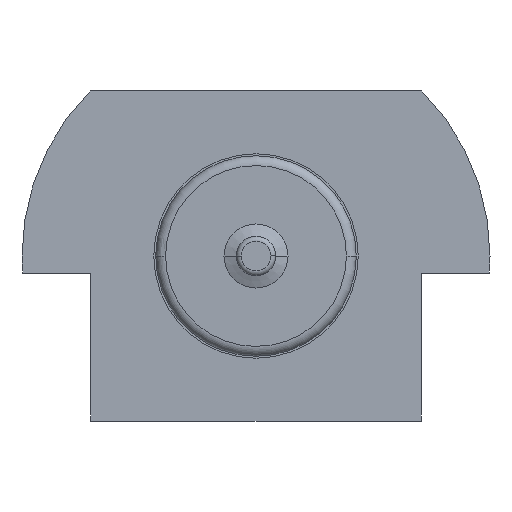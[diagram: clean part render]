
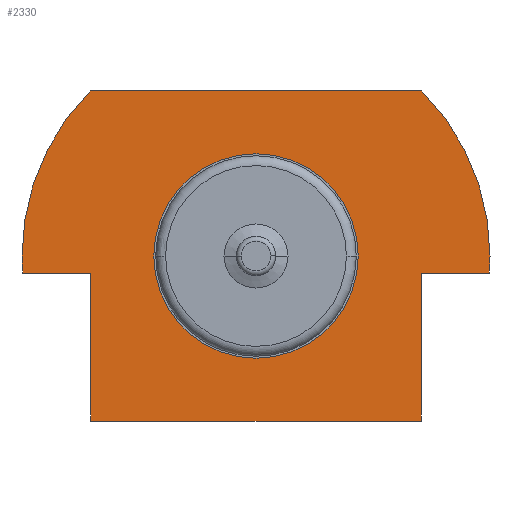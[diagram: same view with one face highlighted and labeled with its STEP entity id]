
A CAD part, front view. The second image highlights one B-rep face of the part: STEP entity #2330.
In plain terms, the highlighted planar face has unit normal (0, -1, 0).
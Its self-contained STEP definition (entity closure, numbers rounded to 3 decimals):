
#2269 = VERTEX_POINT('',#2270);
#2270 = CARTESIAN_POINT('',(3.366,-6.249,3.689));
#2276 = EDGE_CURVE('',#2277,#2269,#2279,.T.);
#2277 = VERTEX_POINT('',#2278);
#2278 = CARTESIAN_POINT('',(-3.369,-6.249,3.689));
#2279 = LINE('',#2280,#2281);
#2280 = CARTESIAN_POINT('',(-3.369,-6.249,3.689));
#2281 = VECTOR('',#2282,1.);
#2282 = DIRECTION('',(1.,0.,0.));
#2300 = VERTEX_POINT('',#2301);
#2301 = CARTESIAN_POINT('',(4.735,-6.249,-0.011));
#2310 = EDGE_CURVE('',#2269,#2311,#2313,.T.);
#2311 = VERTEX_POINT('',#2312);
#2312 = CARTESIAN_POINT('',(4.748,-6.249,0.339));
#2313 = CIRCLE('',#2314,4.75);
#2314 = AXIS2_PLACEMENT_3D('',#2315,#2316,#2317);
#2315 = CARTESIAN_POINT('',(-0.002,-6.249,0.339));
#2316 = DIRECTION('',(0.,1.,0.));
#2317 = DIRECTION('',(0.709,0.,0.705)
  );
#2319 = EDGE_CURVE('',#2311,#2300,#2320,.T.);
#2320 = CIRCLE('',#2321,4.75);
#2321 = AXIS2_PLACEMENT_3D('',#2322,#2323,#2324);
#2322 = CARTESIAN_POINT('',(-0.002,-6.249,0.339));
#2323 = DIRECTION('',(0.,1.,0.));
#2324 = DIRECTION('',(1.,0.,0.));
#2330 = ADVANCED_FACE('',(#2331,#2392),#2412,.F.);
#2331 = FACE_BOUND('',#2332,.F.);
#2332 = EDGE_LOOP('',(#2333,#2334,#2335,#2336,#2344,#2352,#2360,#2368,
    #2376,#2385));
#2333 = ORIENTED_EDGE('',*,*,#2276,.T.);
#2334 = ORIENTED_EDGE('',*,*,#2310,.T.);
#2335 = ORIENTED_EDGE('',*,*,#2319,.T.);
#2336 = ORIENTED_EDGE('',*,*,#2337,.F.);
#2337 = EDGE_CURVE('',#2338,#2300,#2340,.T.);
#2338 = VERTEX_POINT('',#2339);
#2339 = CARTESIAN_POINT('',(3.348,-6.249,-0.011));
#2340 = LINE('',#2341,#2342);
#2341 = CARTESIAN_POINT('',(3.348,-6.249,-0.011));
#2342 = VECTOR('',#2343,1.);
#2343 = DIRECTION('',(1.,0.,0.));
#2344 = ORIENTED_EDGE('',*,*,#2345,.T.);
#2345 = EDGE_CURVE('',#2338,#2346,#2348,.T.);
#2346 = VERTEX_POINT('',#2347);
#2347 = CARTESIAN_POINT('',(3.348,-6.249,-3.011));
#2348 = LINE('',#2349,#2350);
#2349 = CARTESIAN_POINT('',(3.348,-6.249,-0.011));
#2350 = VECTOR('',#2351,1.);
#2351 = DIRECTION('',(0.,0.,-1.));
#2352 = ORIENTED_EDGE('',*,*,#2353,.T.);
#2353 = EDGE_CURVE('',#2346,#2354,#2356,.T.);
#2354 = VERTEX_POINT('',#2355);
#2355 = CARTESIAN_POINT('',(-3.352,-6.249,-3.011));
#2356 = LINE('',#2357,#2358);
#2357 = CARTESIAN_POINT('',(3.348,-6.249,-3.011));
#2358 = VECTOR('',#2359,1.);
#2359 = DIRECTION('',(-1.,0.,0.));
#2360 = ORIENTED_EDGE('',*,*,#2361,.T.);
#2361 = EDGE_CURVE('',#2354,#2362,#2364,.T.);
#2362 = VERTEX_POINT('',#2363);
#2363 = CARTESIAN_POINT('',(-3.352,-6.249,-0.011));
#2364 = LINE('',#2365,#2366);
#2365 = CARTESIAN_POINT('',(-3.352,-6.249,-3.011));
#2366 = VECTOR('',#2367,1.);
#2367 = DIRECTION('',(0.,0.,1.));
#2368 = ORIENTED_EDGE('',*,*,#2369,.T.);
#2369 = EDGE_CURVE('',#2362,#2370,#2372,.T.);
#2370 = VERTEX_POINT('',#2371);
#2371 = CARTESIAN_POINT('',(-4.739,-6.249,-0.011));
#2372 = LINE('',#2373,#2374);
#2373 = CARTESIAN_POINT('',(-3.352,-6.249,-0.011));
#2374 = VECTOR('',#2375,1.);
#2375 = DIRECTION('',(-1.,0.,0.));
#2376 = ORIENTED_EDGE('',*,*,#2377,.T.);
#2377 = EDGE_CURVE('',#2370,#2378,#2380,.T.);
#2378 = VERTEX_POINT('',#2379);
#2379 = CARTESIAN_POINT('',(-4.752,-6.249,0.339));
#2380 = CIRCLE('',#2381,4.75);
#2381 = AXIS2_PLACEMENT_3D('',#2382,#2383,#2384);
#2382 = CARTESIAN_POINT('',(-0.002,-6.249,0.339));
#2383 = DIRECTION('',(0.,1.,0.));
#2384 = DIRECTION('',(-0.997,0.,
    -0.074));
#2385 = ORIENTED_EDGE('',*,*,#2386,.T.);
#2386 = EDGE_CURVE('',#2378,#2277,#2387,.T.);
#2387 = CIRCLE('',#2388,4.75);
#2388 = AXIS2_PLACEMENT_3D('',#2389,#2390,#2391);
#2389 = CARTESIAN_POINT('',(-0.002,-6.249,0.339));
#2390 = DIRECTION('',(0.,1.,0.));
#2391 = DIRECTION('',(-1.,0.,0.));
#2392 = FACE_BOUND('',#2393,.F.);
#2393 = EDGE_LOOP('',(#2394,#2405));
#2394 = ORIENTED_EDGE('',*,*,#2395,.T.);
#2395 = EDGE_CURVE('',#2396,#2398,#2400,.T.);
#2396 = VERTEX_POINT('',#2397);
#2397 = CARTESIAN_POINT('',(-2.077,-6.249,0.339));
#2398 = VERTEX_POINT('',#2399);
#2399 = CARTESIAN_POINT('',(2.073,-6.249,0.339));
#2400 = CIRCLE('',#2401,2.075);
#2401 = AXIS2_PLACEMENT_3D('',#2402,#2403,#2404);
#2402 = CARTESIAN_POINT('',(-0.002,-6.249,0.339));
#2403 = DIRECTION('',(0.,-1.,0.));
#2404 = DIRECTION('',(-1.,0.,0.));
#2405 = ORIENTED_EDGE('',*,*,#2406,.T.);
#2406 = EDGE_CURVE('',#2398,#2396,#2407,.T.);
#2407 = CIRCLE('',#2408,2.075);
#2408 = AXIS2_PLACEMENT_3D('',#2409,#2410,#2411);
#2409 = CARTESIAN_POINT('',(-0.002,-6.249,0.339));
#2410 = DIRECTION('',(0.,-1.,0.));
#2411 = DIRECTION('',(1.,0.,0.));
#2412 = PLANE('',#2413);
#2413 = AXIS2_PLACEMENT_3D('',#2414,#2415,#2416);
#2414 = CARTESIAN_POINT('',(-0.002,-6.249,0.339));
#2415 = DIRECTION('',(0.,1.,0.));
#2416 = DIRECTION('',(-1.,0.,0.));
